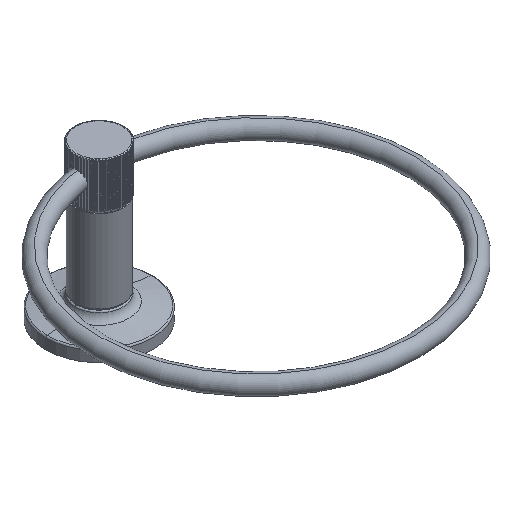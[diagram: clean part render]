
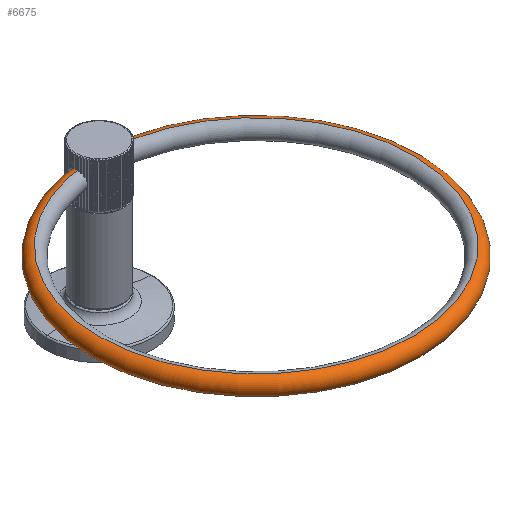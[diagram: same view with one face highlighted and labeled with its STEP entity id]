
A CAD part, isometric view. The second image highlights one B-rep face of the part: STEP entity #6675.
In plain terms, the highlighted toroidal (fillet/blend) face has major radius 84.138 mm and minor radius 4.763 mm.
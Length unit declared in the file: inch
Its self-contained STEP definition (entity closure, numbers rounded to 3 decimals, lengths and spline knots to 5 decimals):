
#1561=CARTESIAN_POINT('',(0.,-3.3125,2.9975));
#1562=DIRECTION('',(0.,0.,-1.));
#1563=DIRECTION('',(0.035,0.999,0.));
#1564=AXIS2_PLACEMENT_3D('',#1561,#1562,#1563);
#1571=CARTESIAN_POINT('',(0.,-3.3125,2.6225));
#1572=DIRECTION('',(0.,0.,1.));
#1573=DIRECTION('',(-0.035,0.999,0.));
#1574=AXIS2_PLACEMENT_3D('',#1571,#1572,#1573);
#1581=CARTESIAN_POINT('',(-0.1156,-0.00202,2.81));
#1582=DIRECTION('',(0.999,0.035,0.));
#1583=DIRECTION('',(0.,0.,-1.));
#1584=AXIS2_PLACEMENT_3D('',#1581,#1582,#1583);
#1586=CARTESIAN_POINT('',(0.1156,-0.00202,2.81));
#1587=DIRECTION('',(-0.999,0.035,0.));
#1588=DIRECTION('',(0.,0.,1.));
#1589=AXIS2_PLACEMENT_3D('',#1586,#1587,#1588);
#5123=CARTESIAN_POINT('',(0.1156,-0.00202,2.9975));
#5124=CARTESIAN_POINT('',(0.1156,-0.00202,2.6225));
#5125=VERTEX_POINT('',#5123);
#5126=VERTEX_POINT('',#5124);
#5131=CARTESIAN_POINT('',(-0.1156,-0.00202,2.6225));
#5132=CARTESIAN_POINT('',(-0.1156,-0.00202,2.9975));
#5133=VERTEX_POINT('',#5131);
#5134=VERTEX_POINT('',#5132);
#6662=CARTESIAN_POINT('',(0.,-3.3125,2.81));
#6663=DIRECTION('',(0.,0.,-1.));
#6664=DIRECTION('',(0.,-1.,0.));
#6665=AXIS2_PLACEMENT_3D('',#6662,#6663,#6664);
#6666=TOROIDAL_SURFACE('',#6665,3.3125,0.1875);
#6667=ORIENTED_EDGE('',*,*,#6580,.F.);
#6669=ORIENTED_EDGE('',*,*,#6668,.T.);
#6670=ORIENTED_EDGE('',*,*,#6576,.F.);
#6672=ORIENTED_EDGE('',*,*,#6671,.T.);
#6673=EDGE_LOOP('',(#6667,#6669,#6670,#6672));
#6674=FACE_OUTER_BOUND('',#6673,.F.);
#6675=ADVANCED_FACE('',(#6674),#6666,.T.);
#1565=CIRCLE('',#1564,3.3125);
#1575=CIRCLE('',#1574,3.3125);
#1585=CIRCLE('',#1584,0.1875);
#1590=CIRCLE('',#1589,0.1875);
#6576=EDGE_CURVE('',#5125,#5134,#1565,.T.);
#6580=EDGE_CURVE('',#5133,#5126,#1575,.T.);
#6668=EDGE_CURVE('',#5133,#5134,#1585,.T.);
#6671=EDGE_CURVE('',#5125,#5126,#1590,.T.);
